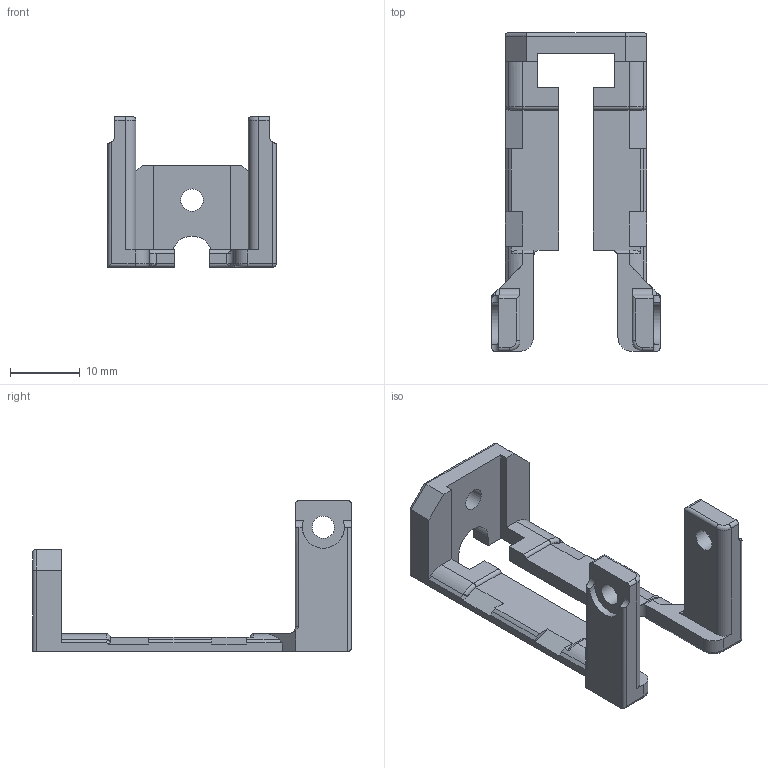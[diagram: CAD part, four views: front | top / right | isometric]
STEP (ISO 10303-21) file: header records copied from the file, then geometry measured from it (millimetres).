
FILE_DESCRIPTION(/* description */ (''),/* implementation_level */ '2;1');
FILE_NAME(/* name */ 'rear_brace.step',/* time_stamp */ '2025-10-28T21:09:17-04:00',/* author */ (''),/* organization */ (''),/* preprocessor_version */ 'ST-DEVELOPER v20.1',/* originating_system */ 'Autodesk Translation Framework v14.17.0.0',/* authorisation */ '');
FILE_SCHEMA (('AUTOMOTIVE_DESIGN { 1 0 10303 214 3 1 1 }'));
Length unit declared in the file: millimetre
Products named in the file (2): (Unsaved); Rear_Brace
Assembly tree (1 placements, depth 2):
  (Unsaved)
    Rear_Brace
Bounding box: 24.05 x 45.54 x 21.53 mm (x, y, z)
Volume: 3098 mm3; surface area: 3161.4 mm2
Topology: 1 solids, 1 shells, 132 faces, 353 edges, 221 vertices
Faces by surface type: plane 63, cylinder 54, torus 12, bspline 2, sphere 1
Full cylindrical faces by diameter (mm): 3.2 x3
Entity records: 4280 total; most frequent: CARTESIAN_POINT 891, DIRECTION 708, ORIENTED_EDGE 702, EDGE_CURVE 351, AXIS2_PLACEMENT_3D 241, LINE 226, VECTOR 226, VERTEX_POINT 221
